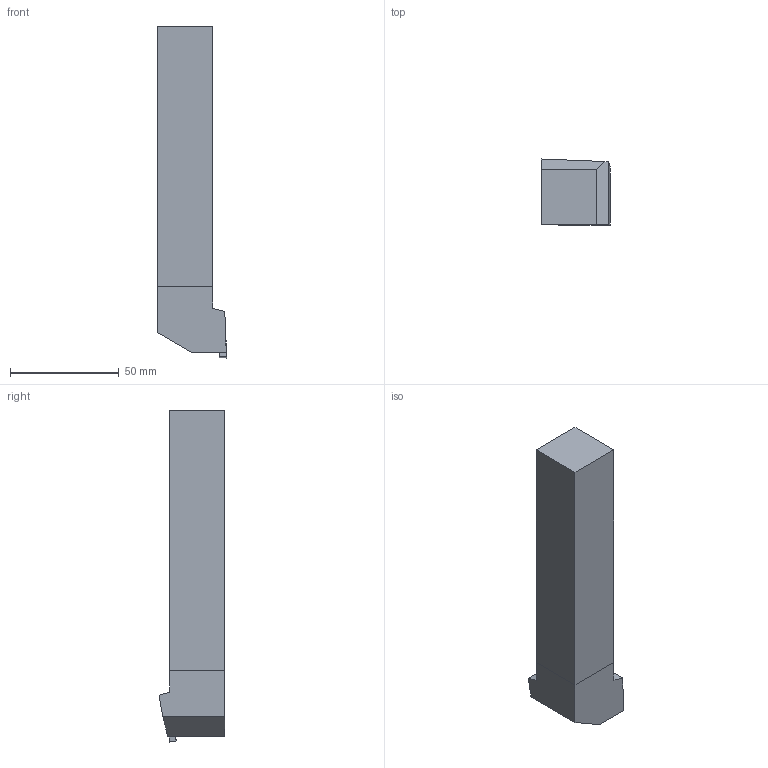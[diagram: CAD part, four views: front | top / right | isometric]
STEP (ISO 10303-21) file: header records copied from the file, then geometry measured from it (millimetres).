
FILE_DESCRIPTION(/* description */ (''),/* implementation_level */ '2;1');
FILE_NAME(/* name */ 'CEL1006-10Q.stp',/* time_stamp */ '2018-03-29T15:43:53+05:00',/* author */ (''),/* organization */ (''),/* preprocessor_version */ 'ST-DEVELOPER v16',/* originating_system */ 'SIEMENS PLM Software NX 11.0',/* authorisation */ '');
FILE_SCHEMA (('AUTOMOTIVE_DESIGN { 1 0 10303 214 3 1 1 1 }'));
Length unit declared in the file: millimetre
Products named in the file (1): CEL1006-10Q
Bounding box: 31.75 x 30.28 x 152.4 mm (x, y, z)
Volume: 98558.8 mm3; surface area: 18356.4 mm2
Topology: 3 solids, 3 shells, 32 faces, 77 edges, 51 vertices
Faces by surface type: plane 31, cylinder 1
Entity records: 987 total; most frequent: CARTESIAN_POINT 164, ORIENTED_EDGE 154, DIRECTION 151, EDGE_CURVE 77, LINE 75, VECTOR 75, VERTEX_POINT 51, AXIS2_PLACEMENT_3D 38
